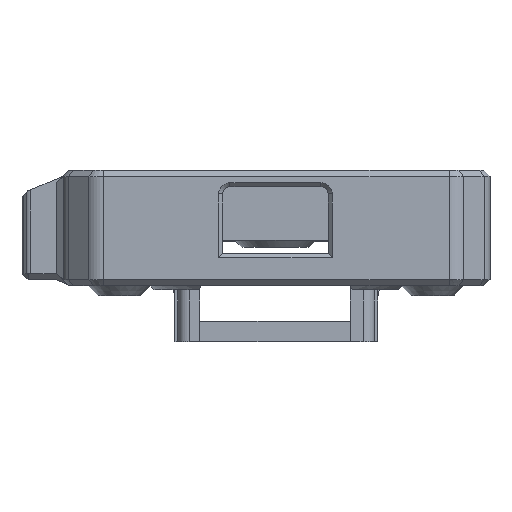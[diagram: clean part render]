
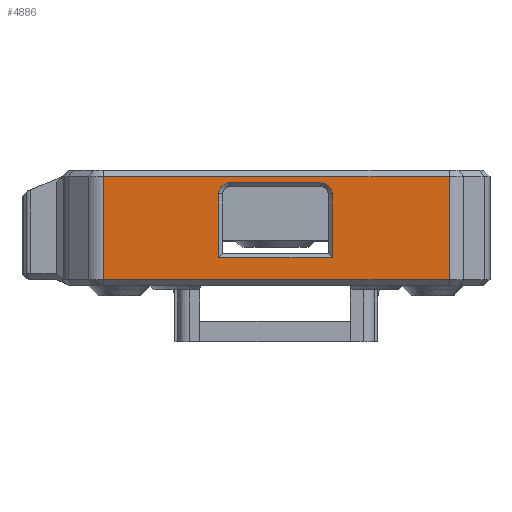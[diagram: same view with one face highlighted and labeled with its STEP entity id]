
A CAD part, left-side view. The second image highlights one B-rep face of the part: STEP entity #4886.
In plain terms, the highlighted planar face has unit normal (-1, 0, 0).
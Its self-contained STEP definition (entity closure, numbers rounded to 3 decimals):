
#63=FACE_BOUND('',#759,.T.);
#94=B_SPLINE_CURVE_WITH_KNOTS('',3,(#8082,#8083,#8084,#8085,#8086),
 .UNSPECIFIED.,.F.,.F.,(4,1,4),(0.,0.048,0.111),
 .UNSPECIFIED.);
#96=B_SPLINE_CURVE_WITH_KNOTS('',3,(#8122,#8123,#8124,#8125,#8126),
 .UNSPECIFIED.,.F.,.F.,(4,1,4),(0.,0.064,0.111),
 .UNSPECIFIED.);
#458=FACE_OUTER_BOUND('',#758,.T.);
#758=EDGE_LOOP('',(#3739,#3740,#3741,#3742));
#759=EDGE_LOOP('',(#3743,#3744,#3745,#3746,#3747,#3748));
#1186=LINE('',#8044,#1690);
#1191=LINE('',#8052,#1695);
#1194=LINE('',#8091,#1698);
#1197=LINE('',#8128,#1701);
#1202=LINE('',#8157,#1706);
#1203=LINE('',#8159,#1707);
#1204=LINE('',#8161,#1708);
#1205=LINE('',#8162,#1709);
#1690=VECTOR('',#6132,10.);
#1695=VECTOR('',#6139,10.);
#1698=VECTOR('',#6144,10.);
#1701=VECTOR('',#6149,10.);
#1706=VECTOR('',#6158,10.);
#1707=VECTOR('',#6159,10.);
#1708=VECTOR('',#6160,10.);
#1709=VECTOR('',#6161,10.);
#2215=VERTEX_POINT('',#8042);
#2216=VERTEX_POINT('',#8043);
#2218=VERTEX_POINT('',#8050);
#2220=VERTEX_POINT('',#8080);
#2222=VERTEX_POINT('',#8089);
#2224=VERTEX_POINT('',#8120);
#2227=VERTEX_POINT('',#8155);
#2228=VERTEX_POINT('',#8156);
#2229=VERTEX_POINT('',#8158);
#2230=VERTEX_POINT('',#8160);
#2764=EDGE_CURVE('',#2215,#2216,#1186,.T.);
#2769=EDGE_CURVE('',#2218,#2215,#1191,.T.);
#2772=EDGE_CURVE('',#2220,#2218,#94,.T.);
#2774=EDGE_CURVE('',#2222,#2220,#1194,.T.);
#2778=EDGE_CURVE('',#2224,#2222,#96,.T.);
#2779=EDGE_CURVE('',#2216,#2224,#1197,.T.);
#2785=EDGE_CURVE('',#2227,#2228,#1202,.T.);
#2786=EDGE_CURVE('',#2227,#2229,#1203,.T.);
#2787=EDGE_CURVE('',#2230,#2229,#1204,.T.);
#2788=EDGE_CURVE('',#2228,#2230,#1205,.T.);
#3739=ORIENTED_EDGE('',*,*,#2785,.F.);
#3740=ORIENTED_EDGE('',*,*,#2786,.T.);
#3741=ORIENTED_EDGE('',*,*,#2787,.F.);
#3742=ORIENTED_EDGE('',*,*,#2788,.F.);
#3743=ORIENTED_EDGE('',*,*,#2764,.F.);
#3744=ORIENTED_EDGE('',*,*,#2769,.F.);
#3745=ORIENTED_EDGE('',*,*,#2772,.F.);
#3746=ORIENTED_EDGE('',*,*,#2774,.F.);
#3747=ORIENTED_EDGE('',*,*,#2778,.F.);
#3748=ORIENTED_EDGE('',*,*,#2779,.F.);
#4662=PLANE('',#5268);
#4886=ADVANCED_FACE('',(#458,#63),#4662,.T.);
#5268=AXIS2_PLACEMENT_3D('',#8154,#6156,#6157);
#6132=DIRECTION('',(0.,-1.,0.));
#6139=DIRECTION('',(0.,0.,-1.));
#6144=DIRECTION('',(0.,1.,0.));
#6149=DIRECTION('',(0.,0.,1.));
#6156=DIRECTION('center_axis',(-1.,0.,0.));
#6157=DIRECTION('ref_axis',(0.,1.,0.));
#6158=DIRECTION('',(0.,-1.,0.));
#6159=DIRECTION('',(0.,0.,-1.));
#6160=DIRECTION('',(0.,1.,0.));
#6161=DIRECTION('',(0.,0.,-1.));
#8042=CARTESIAN_POINT('',(2.405,32.568,17.523));
#8043=CARTESIAN_POINT('',(2.405,21.368,17.523));
#8044=CARTESIAN_POINT('',(2.405,15.587,17.523));
#8050=CARTESIAN_POINT('',(2.405,32.568,23.816));
#8052=CARTESIAN_POINT('',(2.405,32.568,25.325));
#8080=CARTESIAN_POINT('',(2.405,31.461,24.923));
#8082=CARTESIAN_POINT('Ctrl Pts',(2.405,31.461,24.923));
#8083=CARTESIAN_POINT('Ctrl Pts',(2.405,31.71,24.923));
#8084=CARTESIAN_POINT('Ctrl Pts',(2.405,32.289,24.72));
#8085=CARTESIAN_POINT('Ctrl Pts',(2.405,32.568,24.148));
#8086=CARTESIAN_POINT('Ctrl Pts',(2.405,32.568,23.816));
#8089=CARTESIAN_POINT('',(2.405,22.475,24.923));
#8091=CARTESIAN_POINT('',(2.405,15.787,24.923));
#8120=CARTESIAN_POINT('',(2.405,21.368,23.816));
#8122=CARTESIAN_POINT('Ctrl Pts',(2.405,21.368,23.816));
#8123=CARTESIAN_POINT('Ctrl Pts',(2.405,21.368,24.148));
#8124=CARTESIAN_POINT('Ctrl Pts',(2.405,21.647,24.72));
#8125=CARTESIAN_POINT('Ctrl Pts',(2.405,22.226,24.923));
#8126=CARTESIAN_POINT('Ctrl Pts',(2.405,22.475,24.923));
#8128=CARTESIAN_POINT('',(2.405,21.368,22.025));
#8154=CARTESIAN_POINT('Origin',(2.405,9.806,26.128));
#8155=CARTESIAN_POINT('',(2.405,43.971,25.528));
#8156=CARTESIAN_POINT('',(2.405,9.806,25.528));
#8157=CARTESIAN_POINT('',(2.405,18.347,25.528));
#8158=CARTESIAN_POINT('',(2.405,43.971,15.338));
#8159=CARTESIAN_POINT('',(2.405,43.971,26.128));
#8160=CARTESIAN_POINT('',(2.405,9.806,15.338));
#8161=CARTESIAN_POINT('',(2.405,18.347,15.338));
#8162=CARTESIAN_POINT('',(2.405,9.806,26.128));
